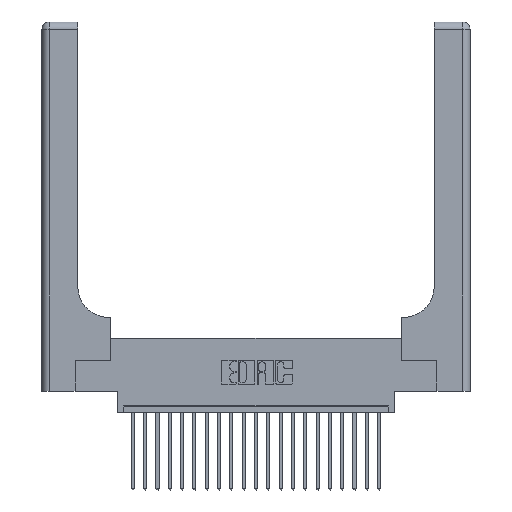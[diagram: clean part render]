
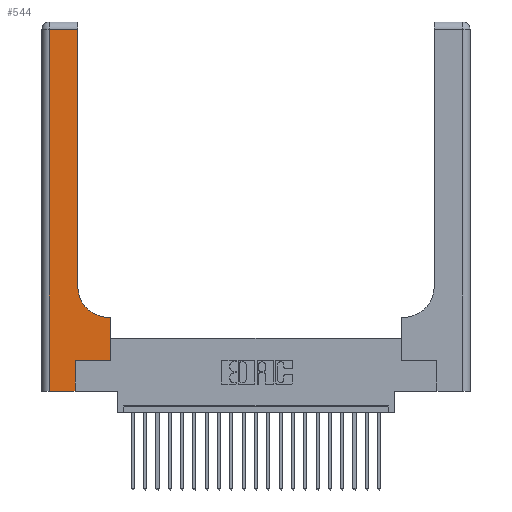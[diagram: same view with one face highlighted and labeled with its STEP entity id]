
A CAD part, top view. The second image highlights one B-rep face of the part: STEP entity #544.
In plain terms, the highlighted planar face has unit normal (0, 0, 1).
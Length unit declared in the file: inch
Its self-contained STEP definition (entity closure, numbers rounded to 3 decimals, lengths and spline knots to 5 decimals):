
#544 = ADVANCED_FACE ( 'NONE', ( #9692 ), #12797, .F. ) ;
#582 = EDGE_LOOP ( 'NONE', ( #17724, #1599, #23615, #13733, #23912, #6880, #12807, #9635, #1586 ) ) ;
#795 = EDGE_CURVE ( 'NONE', #8108, #16064, #20097, .T. ) ;
#1515 = LINE ( 'NONE', #11904, #22682 ) ;
#1527 = AXIS2_PLACEMENT_3D ( 'NONE', #8505, #21595, #14020 ) ;
#1586 = ORIENTED_EDGE ( 'NONE', *, *, #6564, .T. ) ;
#1599 = ORIENTED_EDGE ( 'NONE', *, *, #4497, .T. ) ;
#2185 = CARTESIAN_POINT ( 'NONE',  ( 0.2915, 3., 0.37 ) ) ;
#3575 = VECTOR ( 'NONE', #20635, 39.37008 ) ;
#4497 = EDGE_CURVE ( 'NONE', #16535, #22102, #15655, .T. ) ;
#4503 = EDGE_CURVE ( 'NONE', #22102, #11038, #10746, .T. ) ;
#4660 = LINE ( 'NONE', #19083, #9039 ) ;
#5593 = DIRECTION ( 'NONE',  ( 0., 1., 0. ) ) ;
#5617 = CARTESIAN_POINT ( 'NONE',  ( 0.2915, 2.94, 0.37 ) ) ;
#5717 = DIRECTION ( 'NONE',  ( 0., 0., -1. ) ) ;
#6516 = LINE ( 'NONE', #2185, #10012 ) ;
#6564 = EDGE_CURVE ( 'NONE', #20804, #9955, #11803, .T. ) ;
#6880 = ORIENTED_EDGE ( 'NONE', *, *, #12877, .T. ) ;
#7779 = VERTEX_POINT ( 'NONE', #15412 ) ;
#8108 = VERTEX_POINT ( 'NONE', #13306 ) ;
#8163 = DIRECTION ( 'NONE',  ( -1., 0., 0. ) ) ;
#8505 = CARTESIAN_POINT ( 'NONE',  ( 0.5415, 0.85, 0.37 ) ) ;
#9039 = VECTOR ( 'NONE', #19236, 39.37008 ) ;
#9384 = CARTESIAN_POINT ( 'NONE',  ( 0., 3., 0.37 ) ) ;
#9635 = ORIENTED_EDGE ( 'NONE', *, *, #12889, .T. ) ;
#9692 = FACE_OUTER_BOUND ( 'NONE', #582, .T. ) ;
#9955 = VERTEX_POINT ( 'NONE', #17515 ) ;
#10012 = VECTOR ( 'NONE', #17192, 39.37008 ) ;
#10356 = CARTESIAN_POINT ( 'NONE',  ( 0.06, 0., 0.37 ) ) ;
#10746 = LINE ( 'NONE', #11868, #18246 ) ;
#11038 = VERTEX_POINT ( 'NONE', #10356 ) ;
#11803 = CIRCLE ( 'NONE', #1527, 0.25 ) ;
#11868 = CARTESIAN_POINT ( 'NONE',  ( 0.06, 3., 0.37 ) ) ;
#11904 = CARTESIAN_POINT ( 'NONE',  ( 0.269, 0.25, 0.37 ) ) ;
#12797 = PLANE ( 'NONE',  #13629 ) ;
#12807 = ORIENTED_EDGE ( 'NONE', *, *, #795, .T. ) ;
#12877 = EDGE_CURVE ( 'NONE', #7779, #8108, #1515, .T. ) ;
#12878 = DIRECTION ( 'NONE',  ( -1., 0., 0. ) ) ;
#12889 = EDGE_CURVE ( 'NONE', #16064, #20804, #17505, .T. ) ;
#13148 = CARTESIAN_POINT ( 'NONE',  ( 0.269, 0., 0.37 ) ) ;
#13306 = CARTESIAN_POINT ( 'NONE',  ( 0.5585, 0.25, 0.37 ) ) ;
#13339 = VECTOR ( 'NONE', #23335, 39.37008 ) ;
#13629 = AXIS2_PLACEMENT_3D ( 'NONE', #9384, #5717, #12878 ) ;
#13733 = ORIENTED_EDGE ( 'NONE', *, *, #20308, .T. ) ;
#13760 = DIRECTION ( 'NONE',  ( 1., 0., 0. ) ) ;
#14020 = DIRECTION ( 'NONE',  ( 1., 0., 0. ) ) ;
#15412 = CARTESIAN_POINT ( 'NONE',  ( 0.269, 0.25, 0.37 ) ) ;
#15655 = LINE ( 'NONE', #19424, #13339 ) ;
#15716 = DIRECTION ( 'NONE',  ( 0., -1., 0. ) ) ;
#16064 = VERTEX_POINT ( 'NONE', #19932 ) ;
#16224 = EDGE_CURVE ( 'NONE', #21378, #7779, #19916, .T. ) ;
#16535 = VERTEX_POINT ( 'NONE', #5617 ) ;
#17192 = DIRECTION ( 'NONE',  ( 0., 1., 0. ) ) ;
#17505 = LINE ( 'NONE', #19462, #20969 ) ;
#17515 = CARTESIAN_POINT ( 'NONE',  ( 0.2915, 0.85, 0.37 ) ) ;
#17724 = ORIENTED_EDGE ( 'NONE', *, *, #18290, .T. ) ;
#18246 = VECTOR ( 'NONE', #15716, 39.37008 ) ;
#18290 = EDGE_CURVE ( 'NONE', #9955, #16535, #6516, .T. ) ;
#19036 = CARTESIAN_POINT ( 'NONE',  ( 0.269, 0., 0.37 ) ) ;
#19083 = CARTESIAN_POINT ( 'NONE',  ( 0., 0., 0.37 ) ) ;
#19236 = DIRECTION ( 'NONE',  ( 1., 0., 0. ) ) ;
#19336 = VECTOR ( 'NONE', #5593, 39.37008 ) ;
#19424 = CARTESIAN_POINT ( 'NONE',  ( 0., 2.94, 0.37 ) ) ;
#19462 = CARTESIAN_POINT ( 'NONE',  ( 0.2915, 0.6, 0.37 ) ) ;
#19916 = LINE ( 'NONE', #13148, #19336 ) ;
#19932 = CARTESIAN_POINT ( 'NONE',  ( 0.5585, 0.6, 0.37 ) ) ;
#19944 = CARTESIAN_POINT ( 'NONE',  ( 0.06, 2.94, 0.37 ) ) ;
#20097 = LINE ( 'NONE', #20715, #3575 ) ;
#20308 = EDGE_CURVE ( 'NONE', #11038, #21378, #4660, .T. ) ;
#20635 = DIRECTION ( 'NONE',  ( 0., 1., 0. ) ) ;
#20715 = CARTESIAN_POINT ( 'NONE',  ( 0.5585, 0.25, 0.37 ) ) ;
#20777 = CARTESIAN_POINT ( 'NONE',  ( 0.5415, 0.6, 0.37 ) ) ;
#20804 = VERTEX_POINT ( 'NONE', #20777 ) ;
#20969 = VECTOR ( 'NONE', #8163, 39.37008 ) ;
#21378 = VERTEX_POINT ( 'NONE', #19036 ) ;
#21595 = DIRECTION ( 'NONE',  ( 0., 0., -1. ) ) ;
#22102 = VERTEX_POINT ( 'NONE', #19944 ) ;
#22682 = VECTOR ( 'NONE', #13760, 39.37008 ) ;
#23335 = DIRECTION ( 'NONE',  ( -1., 0., 0. ) ) ;
#23615 = ORIENTED_EDGE ( 'NONE', *, *, #4503, .T. ) ;
#23912 = ORIENTED_EDGE ( 'NONE', *, *, #16224, .T. ) ;
